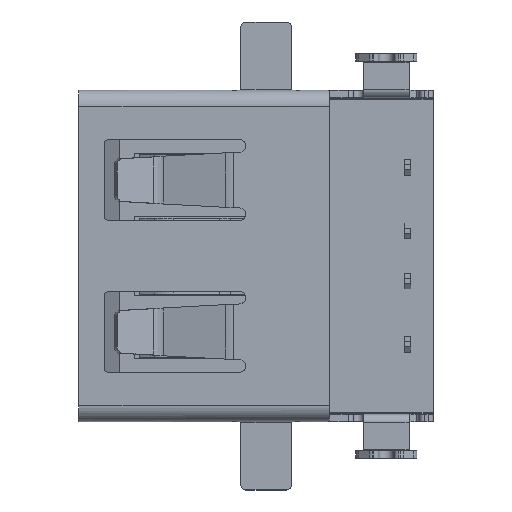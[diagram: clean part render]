
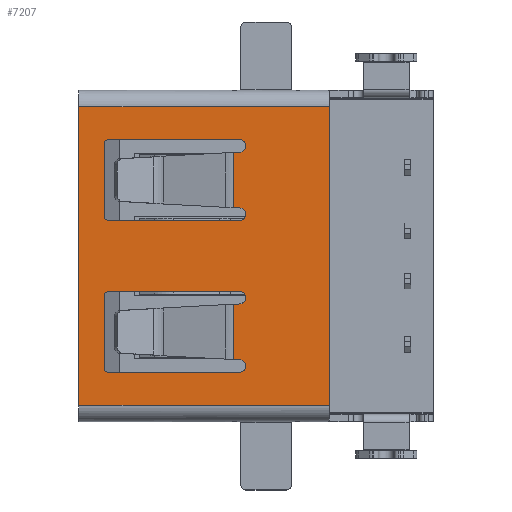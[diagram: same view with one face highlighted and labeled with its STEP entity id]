
A CAD part, top view. The second image highlights one B-rep face of the part: STEP entity #7207.
In plain terms, the highlighted planar face has unit normal (0, 0, 1).
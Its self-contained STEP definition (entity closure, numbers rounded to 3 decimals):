
#617=DIRECTION('',(-1.,0.,0.));
#618=VECTOR('',#617,9.9);
#619=CARTESIAN_POINT('',(-2.25,5.9,2.86));
#620=LINE('',#619,#618);
#642=DIRECTION('',(0.,1.,0.));
#643=VECTOR('',#642,11.8);
#644=CARTESIAN_POINT('',(-12.15,-5.9,2.86));
#645=LINE('',#644,#643);
#646=CARTESIAN_POINT('',(-10.95,-1.7,2.86));
#647=DIRECTION('',(0.,0.,1.));
#648=DIRECTION('',(0.,1.,0.));
#649=AXIS2_PLACEMENT_3D('',#646,#647,#648);
#651=CARTESIAN_POINT('',(-10.95,-4.3,2.86));
#652=DIRECTION('',(0.,0.,1.));
#653=DIRECTION('',(-0.667,-0.745,0.));
#654=AXIS2_PLACEMENT_3D('',#651,#652,#653);
#656=CARTESIAN_POINT('',(-5.799,-4.351,2.86));
#657=DIRECTION('',(0.,0.,1.));
#658=DIRECTION('',(0.,-1.,0.));
#659=AXIS2_PLACEMENT_3D('',#656,#657,#658);
#661=DIRECTION('',(-0.999,0.052,0.));
#662=VECTOR('',#661,0.264);
#663=CARTESIAN_POINT('',(-5.786,-4.103,2.86));
#664=LINE('',#663,#662);
#665=DIRECTION('',(0.999,0.052,0.));
#666=VECTOR('',#665,0.264);
#667=CARTESIAN_POINT('',(-6.05,-1.911,2.86));
#668=LINE('',#667,#666);
#669=CARTESIAN_POINT('',(-5.799,-1.649,2.86));
#670=DIRECTION('',(0.,0.,1.));
#671=DIRECTION('',(0.052,-0.999,0.));
#672=AXIS2_PLACEMENT_3D('',#669,#670,#671);
#674=CARTESIAN_POINT('',(-10.95,4.3,2.86));
#675=DIRECTION('',(0.,0.,1.));
#676=DIRECTION('',(0.,1.,0.));
#677=AXIS2_PLACEMENT_3D('',#674,#675,#676);
#679=CARTESIAN_POINT('',(-10.95,1.7,2.86));
#680=DIRECTION('',(0.,0.,1.));
#681=DIRECTION('',(-0.667,-0.745,0.));
#682=AXIS2_PLACEMENT_3D('',#679,#680,#681);
#684=CARTESIAN_POINT('',(-5.799,1.649,2.86));
#685=DIRECTION('',(0.,0.,1.));
#686=DIRECTION('',(0.,-1.,0.));
#687=AXIS2_PLACEMENT_3D('',#684,#685,#686);
#689=DIRECTION('',(-0.999,0.052,0.));
#690=VECTOR('',#689,0.264);
#691=CARTESIAN_POINT('',(-5.786,1.897,2.86));
#692=LINE('',#691,#690);
#693=DIRECTION('',(0.999,0.052,0.));
#694=VECTOR('',#693,0.264);
#695=CARTESIAN_POINT('',(-6.05,4.089,2.86));
#696=LINE('',#695,#694);
#697=CARTESIAN_POINT('',(-5.799,4.351,2.86));
#698=DIRECTION('',(0.,0.,1.));
#699=DIRECTION('',(0.052,-0.999,0.));
#700=AXIS2_PLACEMENT_3D('',#697,#698,#699);
#706=DIRECTION('',(1.,0.,0.));
#707=VECTOR('',#706,9.9);
#708=CARTESIAN_POINT('',(-12.15,-5.9,2.86));
#709=LINE('',#708,#707);
#1697=DIRECTION('',(0.,1.,0.));
#1698=VECTOR('',#1697,11.8);
#1699=CARTESIAN_POINT('',(-2.25,-5.9,2.86));
#1700=LINE('',#1699,#1698);
#3717=DIRECTION('',(0.,1.,0.));
#3718=VECTOR('',#3717,3.047);
#3719=CARTESIAN_POINT('',(-11.15,-4.524,2.86));
#3720=LINE('',#3719,#3718);
#3733=DIRECTION('',(-1.,0.,0.));
#3734=VECTOR('',#3733,5.151);
#3735=CARTESIAN_POINT('',(-5.799,-4.6,2.86));
#3736=LINE('',#3735,#3734);
#3791=DIRECTION('',(1.,0.,0.));
#3792=VECTOR('',#3791,5.151);
#3793=CARTESIAN_POINT('',(-10.95,-1.4,2.86));
#3794=LINE('',#3793,#3792);
#3795=DIRECTION('',(0.,-1.,0.));
#3796=VECTOR('',#3795,2.178);
#3797=CARTESIAN_POINT('',(-6.05,-1.911,
2.86));
#3798=LINE('',#3797,#3796);
#3961=DIRECTION('',(0.,1.,0.));
#3962=VECTOR('',#3961,3.047);
#3963=CARTESIAN_POINT('',(-11.15,1.476,2.86));
#3964=LINE('',#3963,#3962);
#3977=DIRECTION('',(-1.,0.,0.));
#3978=VECTOR('',#3977,5.151);
#3979=CARTESIAN_POINT('',(-5.799,1.4,2.86));
#3980=LINE('',#3979,#3978);
#4035=DIRECTION('',(1.,0.,0.));
#4036=VECTOR('',#4035,5.151);
#4037=CARTESIAN_POINT('',(-10.95,4.6,2.86));
#4038=LINE('',#4037,#4036);
#4039=DIRECTION('',(0.,-1.,0.));
#4040=VECTOR('',#4039,2.178);
#4041=CARTESIAN_POINT('',(-6.05,4.089,2.86));
#4042=LINE('',#4041,#4040);
#5479=CARTESIAN_POINT('',(-12.15,5.9,2.86));
#5480=VERTEX_POINT('',#5479);
#5481=CARTESIAN_POINT('',(-12.15,-5.9,2.86));
#5482=VERTEX_POINT('',#5481);
#5520=CARTESIAN_POINT('',(-2.25,5.9,2.86));
#5521=VERTEX_POINT('',#5520);
#5539=CARTESIAN_POINT('',(-2.25,-5.9,2.86));
#5540=VERTEX_POINT('',#5539);
#5541=CARTESIAN_POINT('',(-10.95,-1.4,2.86));
#5542=CARTESIAN_POINT('',(-11.15,-1.476,2.86));
#5543=VERTEX_POINT('',#5541);
#5544=VERTEX_POINT('',#5542);
#5545=CARTESIAN_POINT('',(-11.15,-4.524,2.86));
#5546=VERTEX_POINT('',#5545);
#5547=CARTESIAN_POINT('',(-10.95,-4.6,2.86));
#5548=VERTEX_POINT('',#5547);
#5549=CARTESIAN_POINT('',(-5.799,-4.6,2.86));
#5550=VERTEX_POINT('',#5549);
#5551=CARTESIAN_POINT('',(-5.786,-4.103,2.86));
#5552=VERTEX_POINT('',#5551);
#5553=CARTESIAN_POINT('',(-6.05,-4.089,
2.86));
#5554=VERTEX_POINT('',#5553);
#5555=CARTESIAN_POINT('',(-6.05,-1.911,
2.86));
#5556=VERTEX_POINT('',#5555);
#5557=CARTESIAN_POINT('',(-5.786,-1.897,2.86));
#5558=VERTEX_POINT('',#5557);
#5559=CARTESIAN_POINT('',(-5.799,-1.4,2.86));
#5560=VERTEX_POINT('',#5559);
#5561=CARTESIAN_POINT('',(-10.95,4.6,2.86));
#5562=CARTESIAN_POINT('',(-11.15,4.524,2.86));
#5563=VERTEX_POINT('',#5561);
#5564=VERTEX_POINT('',#5562);
#5565=CARTESIAN_POINT('',(-11.15,1.476,2.86));
#5566=VERTEX_POINT('',#5565);
#5567=CARTESIAN_POINT('',(-10.95,1.4,2.86));
#5568=VERTEX_POINT('',#5567);
#5569=CARTESIAN_POINT('',(-5.799,1.4,2.86));
#5570=VERTEX_POINT('',#5569);
#5571=CARTESIAN_POINT('',(-5.786,1.897,2.86));
#5572=VERTEX_POINT('',#5571);
#5573=CARTESIAN_POINT('',(-6.05,1.911,2.86));
#5574=VERTEX_POINT('',#5573);
#5575=CARTESIAN_POINT('',(-6.05,4.089,2.86));
#5576=VERTEX_POINT('',#5575);
#5577=CARTESIAN_POINT('',(-5.786,4.103,2.86));
#5578=VERTEX_POINT('',#5577);
#5579=CARTESIAN_POINT('',(-5.799,4.6,2.86));
#5580=VERTEX_POINT('',#5579);
#7150=CARTESIAN_POINT('',(-12.15,-6.55,2.86));
#7151=DIRECTION('',(0.,0.,1.));
#7152=DIRECTION('',(1.,0.,0.));
#7153=AXIS2_PLACEMENT_3D('',#7150,#7151,#7152);
#7154=PLANE('',#7153);
#7156=ORIENTED_EDGE('',*,*,#7155,.F.);
#7157=ORIENTED_EDGE('',*,*,#7026,.T.);
#7158=ORIENTED_EDGE('',*,*,#7111,.F.);
#7160=ORIENTED_EDGE('',*,*,#7159,.F.);
#7161=EDGE_LOOP('',(#7156,#7157,#7158,#7160));
#7162=FACE_OUTER_BOUND('',#7161,.F.);
#7164=ORIENTED_EDGE('',*,*,#7163,.T.);
#7166=ORIENTED_EDGE('',*,*,#7165,.F.);
#7168=ORIENTED_EDGE('',*,*,#7167,.T.);
#7170=ORIENTED_EDGE('',*,*,#7169,.F.);
#7172=ORIENTED_EDGE('',*,*,#7171,.T.);
#7174=ORIENTED_EDGE('',*,*,#7173,.T.);
#7176=ORIENTED_EDGE('',*,*,#7175,.F.);
#7178=ORIENTED_EDGE('',*,*,#7177,.T.);
#7180=ORIENTED_EDGE('',*,*,#7179,.T.);
#7182=ORIENTED_EDGE('',*,*,#7181,.F.);
#7183=EDGE_LOOP('',(#7164,#7166,#7168,#7170,#7172,#7174,#7176,#7178,#7180,
#7182));
#7184=FACE_BOUND('',#7183,.F.);
#7186=ORIENTED_EDGE('',*,*,#7185,.T.);
#7188=ORIENTED_EDGE('',*,*,#7187,.F.);
#7190=ORIENTED_EDGE('',*,*,#7189,.T.);
#7192=ORIENTED_EDGE('',*,*,#7191,.F.);
#7194=ORIENTED_EDGE('',*,*,#7193,.T.);
#7196=ORIENTED_EDGE('',*,*,#7195,.T.);
#7198=ORIENTED_EDGE('',*,*,#7197,.F.);
#7200=ORIENTED_EDGE('',*,*,#7199,.T.);
#7202=ORIENTED_EDGE('',*,*,#7201,.T.);
#7204=ORIENTED_EDGE('',*,*,#7203,.F.);
#7205=EDGE_LOOP('',(#7186,#7188,#7190,#7192,#7194,#7196,#7198,#7200,#7202,
#7204));
#7206=FACE_BOUND('',#7205,.F.);
#7207=ADVANCED_FACE('',(#7162,#7184,#7206),#7154,.T.);
#650=CIRCLE('',#649,0.3);
#655=CIRCLE('',#654,0.3);
#660=CIRCLE('',#659,0.249);
#673=CIRCLE('',#672,0.249);
#678=CIRCLE('',#677,0.3);
#683=CIRCLE('',#682,0.3);
#688=CIRCLE('',#687,0.249);
#701=CIRCLE('',#700,0.249);
#7026=EDGE_CURVE('',#5482,#5480,#645,.T.);
#7111=EDGE_CURVE('',#5521,#5480,#620,.T.);
#7155=EDGE_CURVE('',#5482,#5540,#709,.T.);
#7159=EDGE_CURVE('',#5540,#5521,#1700,.T.);
#7163=EDGE_CURVE('',#5543,#5544,#650,.T.);
#7165=EDGE_CURVE('',#5546,#5544,#3720,.T.);
#7167=EDGE_CURVE('',#5546,#5548,#655,.T.);
#7169=EDGE_CURVE('',#5550,#5548,#3736,.T.);
#7171=EDGE_CURVE('',#5550,#5552,#660,.T.);
#7173=EDGE_CURVE('',#5552,#5554,#664,.T.);
#7175=EDGE_CURVE('',#5556,#5554,#3798,.T.);
#7177=EDGE_CURVE('',#5556,#5558,#668,.T.);
#7179=EDGE_CURVE('',#5558,#5560,#673,.T.);
#7181=EDGE_CURVE('',#5543,#5560,#3794,.T.);
#7185=EDGE_CURVE('',#5563,#5564,#678,.T.);
#7187=EDGE_CURVE('',#5566,#5564,#3964,.T.);
#7189=EDGE_CURVE('',#5566,#5568,#683,.T.);
#7191=EDGE_CURVE('',#5570,#5568,#3980,.T.);
#7193=EDGE_CURVE('',#5570,#5572,#688,.T.);
#7195=EDGE_CURVE('',#5572,#5574,#692,.T.);
#7197=EDGE_CURVE('',#5576,#5574,#4042,.T.);
#7199=EDGE_CURVE('',#5576,#5578,#696,.T.);
#7201=EDGE_CURVE('',#5578,#5580,#701,.T.);
#7203=EDGE_CURVE('',#5563,#5580,#4038,.T.);
